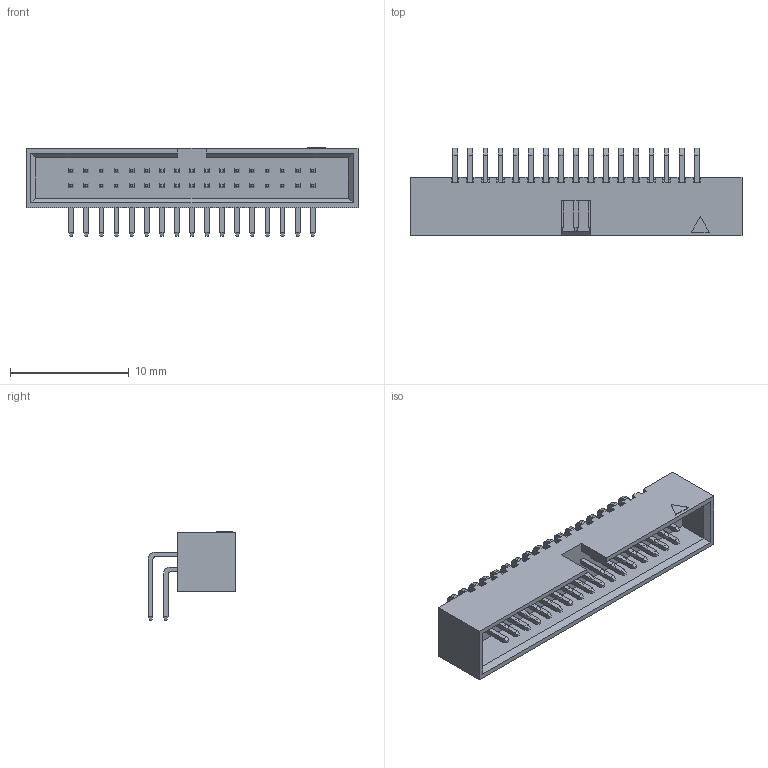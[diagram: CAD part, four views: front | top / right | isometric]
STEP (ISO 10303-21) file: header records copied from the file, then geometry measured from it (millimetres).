
FILE_DESCRIPTION(/* description */ ('Unknown'),/* implementation_level */ '2;1');
FILE_NAME(/* name */ '62703421721',/* time_stamp */ '2022-02-28T13:33:33+01:00',/* author */ ('Unknown'),/* organization */ ('Unknown'),/* preprocessor_version */ 'ST-DEVELOPER v16.7',/* originating_system */ 'Solid Edge',/* authorisation */ 'Unknown');
FILE_SCHEMA (('AUTOMOTIVE_DESIGN {1 0 10303 214 3 1 1}'));
Length unit declared in the file: millimetre
Products named in the file (4): 6270xx21721; 62703420621; 6270xx21721_Pin longue; 6270xx21721_Pin Courte
Assembly tree (35 placements, depth 2):
  6270xx21721
    62703420621
    6270xx21721_Pin longue  x17
    6270xx21721_Pin Courte  x17
Bounding box: 27.94 x 7.37 x 7.46 mm (x, y, z)
Volume: 436.9 mm3; surface area: 1469.8 mm2
Topology: 35 solids, 35 shells, 1009 faces, 2572 edges, 1600 vertices
Faces by surface type: plane 941, cylinder 68
Entity records: 17396 total; most frequent: CARTESIAN_POINT 2593, ORIENTED_EDGE 2584, DIRECTION 2238, EDGE_CURVE 1292, LINE 1284, VECTOR 1284, VERTEX_POINT 832, AXIS2_PLACEMENT_3D 477
